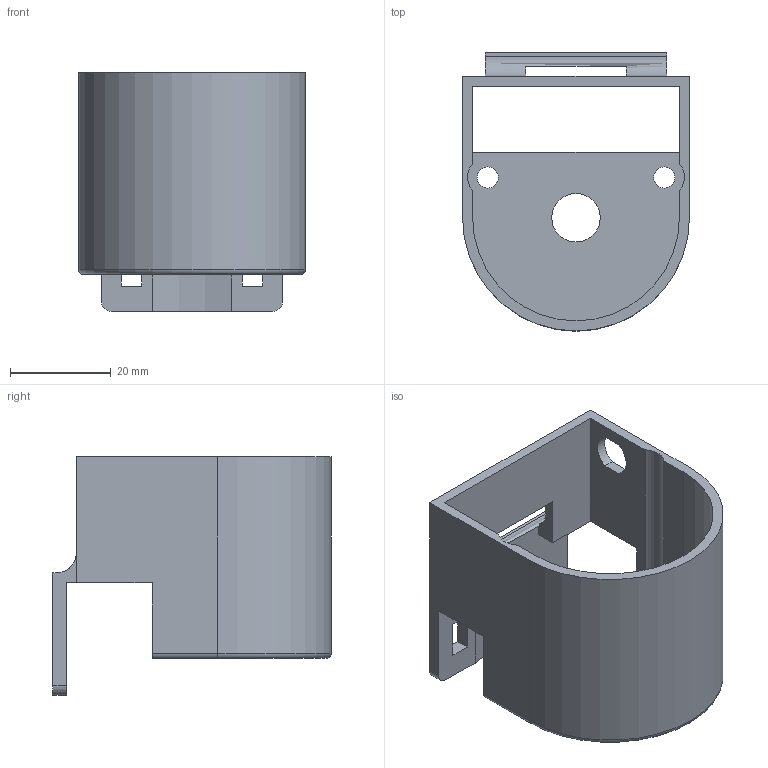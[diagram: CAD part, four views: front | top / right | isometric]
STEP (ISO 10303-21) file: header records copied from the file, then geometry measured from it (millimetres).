
FILE_DESCRIPTION(('STEP AP203'), '1');
FILE_NAME('part1', '2023-05-25T05:38:45', (''), (''), 'ASCON STEP Converter 1.6', 'ASCON Math Kernel', '');
FILE_SCHEMA(('CONFIG_CONTROL_DESIGN'));
Length unit declared in the file: millimetre
Bounding box: 45 x 55.2 x 47.3 mm (x, y, z)
Volume: 14567.8 mm3; surface area: 15634.5 mm2
Topology: 1 solids, 1 shells, 50 faces, 151 edges, 100 vertices
Faces by surface type: plane 34, cylinder 15, torus 1
Full cylindrical faces by diameter (mm): 4.2 x2, 9.6 x1
Entity records: 2155 total; most frequent: CARTESIAN_POINT 300, ORIENTED_EDGE 297, DIRECTION 284, EDGE_CURVE 149, LINE 116, VECTOR 116, VERTEX_POINT 100, AXIS2_PLACEMENT_3D 84
